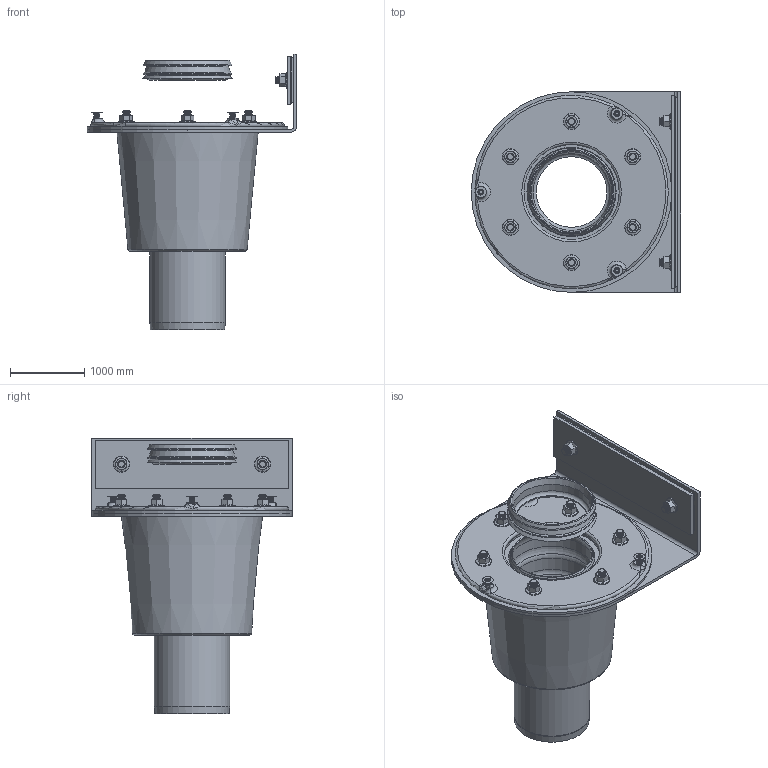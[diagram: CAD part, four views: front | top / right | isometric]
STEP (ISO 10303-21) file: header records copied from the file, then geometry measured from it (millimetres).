
FILE_DESCRIPTION(/* description */ (''),/* implementation_level */ '2;1');
FILE_NAME(/* name */ '21825.100X_3D.stp',/* time_stamp */ '2024-12-12T08:46:19+01:00',/* author */ ('CAD'),/* organization */ (''),/* preprocessor_version */ 'ST-DEVELOPER v20',/* originating_system */ 'AutoCAD Mechanical',/* authorisation */ '');
FILE_SCHEMA (('AUTOMOTIVE_DESIGN { 1 0 10303 214 3 1 1 }'));
Length unit declared in the file: centimetre
Products named in the file (2): Product; *S0
Assembly tree (1 placements, depth 2):
  Product
    *S0
Bounding box: 2820.04 x 2700 x 3709.99 mm (x, y, z)
Volume: 2686361521.6 mm3; surface area: 82919742.4 mm2
Topology: 27 solids, 27 shells, 634 faces, 1317 edges, 756 vertices
Faces by surface type: cone 363, plane 147, cylinder 80, torus 38, bspline 6
Full cylindrical faces by diameter (mm): 70 x12, 80 x18, 83.76 x8, 100 x8, 160 x16, 950 x1, 992 x1, 1016 x2, 1036 x1, 1055.991 x1, 1079.991 x1, 1135.991 x1, 1159.991 x1, 1160 x1, 1190 x1, 1250 x1, 1300 x1, 1470 x1, 2700 x1
Entity records: 18226 total; most frequent: CARTESIAN_POINT 4501, DIRECTION 3066, ORIENTED_EDGE 2622, EDGE_CURVE 1311, AXIS2_PLACEMENT_3D 1288, VERTEX_POINT 756, EDGE_LOOP 731, CIRCLE 657
